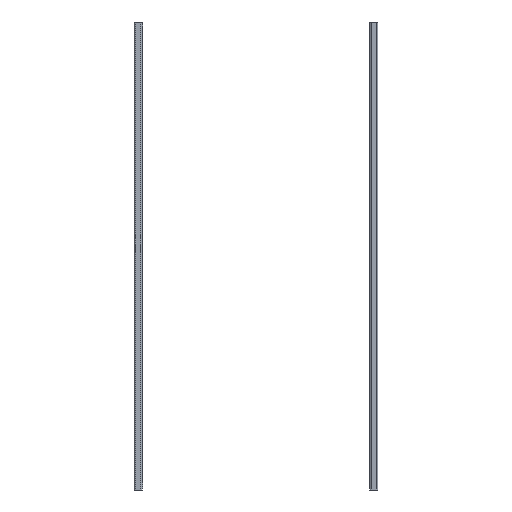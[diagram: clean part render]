
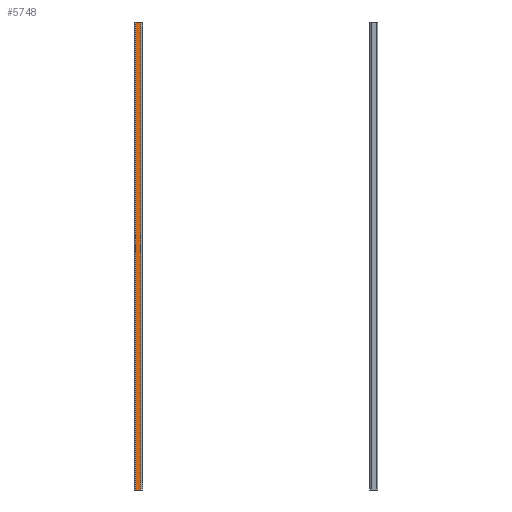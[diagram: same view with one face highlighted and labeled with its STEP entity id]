
A CAD part, front view. The second image highlights one B-rep face of the part: STEP entity #5748.
In plain terms, the highlighted planar face has unit normal (0, -1, 0).
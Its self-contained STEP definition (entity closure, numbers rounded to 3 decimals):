
#670=LINE('',#8765,#1187);
#860=LINE('',#9275,#1377);
#861=LINE('',#9278,#1378);
#862=LINE('',#9279,#1379);
#1187=VECTOR('',#7016,10.);
#1377=VECTOR('',#7594,10.);
#1378=VECTOR('',#7597,10.);
#1379=VECTOR('',#7598,10.);
#1648=PLANE('',#6347);
#1867=FACE_OUTER_BOUND('',#2196,.T.);
#2196=EDGE_LOOP('',(#4950,#4951,#4952,#4953));
#2831=VERTEX_POINT('',#8762);
#2832=VERTEX_POINT('',#8764);
#2958=VERTEX_POINT('',#9273);
#2959=VERTEX_POINT('',#9277);
#3403=EDGE_CURVE('',#2831,#2832,#670,.T.);
#3659=EDGE_CURVE('',#2958,#2831,#860,.T.);
#3660=EDGE_CURVE('',#2958,#2959,#861,.T.);
#3661=EDGE_CURVE('',#2832,#2959,#862,.T.);
#4950=ORIENTED_EDGE('',*,*,#3659,.F.);
#4951=ORIENTED_EDGE('',*,*,#3660,.T.);
#4952=ORIENTED_EDGE('',*,*,#3661,.F.);
#4953=ORIENTED_EDGE('',*,*,#3403,.F.);
#5748=ADVANCED_FACE('',(#1867),#1648,.T.);
#6347=AXIS2_PLACEMENT_3D('',#9276,#7595,#7596);
#7016=DIRECTION('',(-1.,0.,0.));
#7594=DIRECTION('',(0.,0.,-1.));
#7595=DIRECTION('center_axis',(0.,-1.,0.));
#7596=DIRECTION('ref_axis',(-1.,0.,0.));
#7597=DIRECTION('',(-1.,0.,0.));
#7598=DIRECTION('',(0.,0.,1.));
#8762=CARTESIAN_POINT('',(9.6,-22.25,-700.));
#8764=CARTESIAN_POINT('',(2.,-22.25,-700.));
#8765=CARTESIAN_POINT('',(11.6,-22.25,-700.));
#9273=CARTESIAN_POINT('',(9.6,-22.25,0.));
#9275=CARTESIAN_POINT('',(9.6,-22.25,0.));
#9276=CARTESIAN_POINT('Origin',(11.6,-22.25,0.));
#9277=CARTESIAN_POINT('',(2.,-22.25,0.));
#9278=CARTESIAN_POINT('',(11.6,-22.25,0.));
#9279=CARTESIAN_POINT('',(2.,-22.25,0.));
